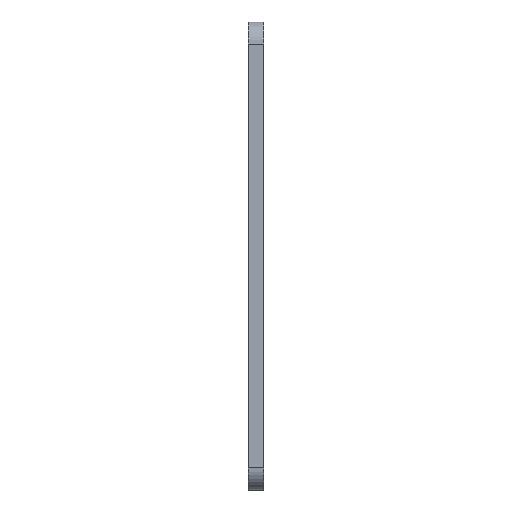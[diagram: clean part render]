
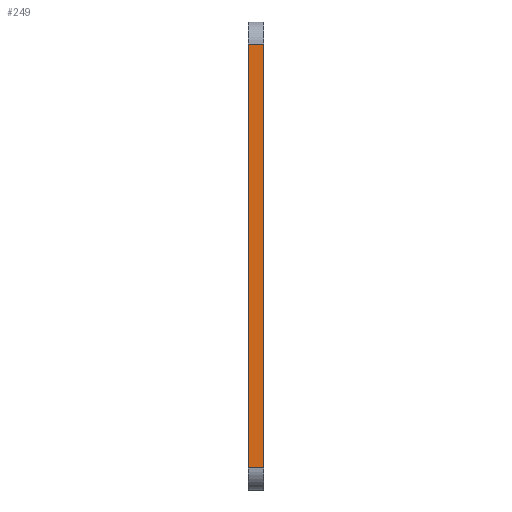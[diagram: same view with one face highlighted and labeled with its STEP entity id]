
A CAD part, left-side view. The second image highlights one B-rep face of the part: STEP entity #249.
In plain terms, the highlighted planar face has unit normal (-1, 0, 0).
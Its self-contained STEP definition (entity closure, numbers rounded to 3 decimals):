
#116 = CARTESIAN_POINT ( 'NONE',  ( 0., 2.8, -80. ) ) ;
#127 = FACE_OUTER_BOUND ( 'NONE', #647, .T. ) ;
#131 = EDGE_CURVE ( 'NONE', #1218, #1495, #561, .T. ) ;
#166 = LINE ( 'NONE', #1589, #893 ) ;
#247 = VERTEX_POINT ( 'NONE', #1729 ) ;
#249 = ADVANCED_FACE ( 'NONE', ( #127 ), #675, .F. ) ;
#373 = VECTOR ( 'NONE', #1722, 1000. ) ;
#401 = CARTESIAN_POINT ( 'NONE',  ( 0., 0., -80. ) ) ;
#561 = LINE ( 'NONE', #401, #1746 ) ;
#640 = VECTOR ( 'NONE', #950, 1000. ) ;
#647 = EDGE_LOOP ( 'NONE', ( #1107, #1079, #1937, #844 ) ) ;
#675 = PLANE ( 'NONE',  #1231 ) ;
#722 = DIRECTION ( 'NONE',  ( 0., 0., 1. ) ) ;
#756 = EDGE_CURVE ( 'NONE', #2030, #1218, #1477, .T. ) ;
#823 = DIRECTION ( 'NONE',  ( 0., 0., -1. ) ) ;
#844 = ORIENTED_EDGE ( 'NONE', *, *, #756, .T. ) ;
#893 = VECTOR ( 'NONE', #1579, 1000. ) ;
#950 = DIRECTION ( 'NONE',  ( 0., -1., 0. ) ) ;
#1079 = ORIENTED_EDGE ( 'NONE', *, *, #1604, .F. ) ;
#1107 = ORIENTED_EDGE ( 'NONE', *, *, #131, .T. ) ;
#1173 = CARTESIAN_POINT ( 'NONE',  ( 0., 2.8, -80. ) ) ;
#1218 = VERTEX_POINT ( 'NONE', #1595 ) ;
#1231 = AXIS2_PLACEMENT_3D ( 'NONE', #116, #2108, #823 ) ;
#1249 = EDGE_CURVE ( 'NONE', #2030, #247, #1389, .T. ) ;
#1389 = LINE ( 'NONE', #1173, #373 ) ;
#1477 = LINE ( 'NONE', #1853, #640 ) ;
#1495 = VERTEX_POINT ( 'NONE', #2053 ) ;
#1579 = DIRECTION ( 'NONE',  ( 0., -1., 0. ) ) ;
#1589 = CARTESIAN_POINT ( 'NONE',  ( 0., 2.8, -4. ) ) ;
#1595 = CARTESIAN_POINT ( 'NONE',  ( 0., 0., -80. ) ) ;
#1604 = EDGE_CURVE ( 'NONE', #247, #1495, #166, .T. ) ;
#1722 = DIRECTION ( 'NONE',  ( 0., 0., 1. ) ) ;
#1729 = CARTESIAN_POINT ( 'NONE',  ( 0., 2.8, -4. ) ) ;
#1739 = CARTESIAN_POINT ( 'NONE',  ( 0., 2.8, -80. ) ) ;
#1746 = VECTOR ( 'NONE', #722, 1000. ) ;
#1853 = CARTESIAN_POINT ( 'NONE',  ( 0., 2.8, -80. ) ) ;
#1937 = ORIENTED_EDGE ( 'NONE', *, *, #1249, .F. ) ;
#2030 = VERTEX_POINT ( 'NONE', #1739 ) ;
#2053 = CARTESIAN_POINT ( 'NONE',  ( 0., 0., -4. ) ) ;
#2108 = DIRECTION ( 'NONE',  ( 1., 0., 0. ) ) ;
